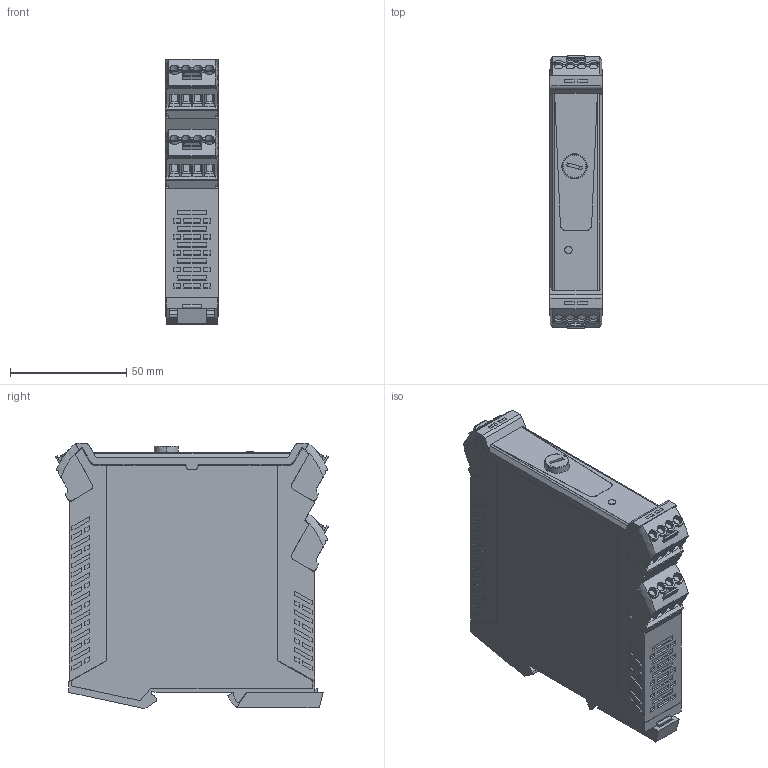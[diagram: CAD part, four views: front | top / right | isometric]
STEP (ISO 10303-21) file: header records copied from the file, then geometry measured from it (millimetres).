
FILE_DESCRIPTION(('CATIA V5R24 STEP','CAx-IF Rec.Pracs.--- Model Styling and Organization---1.2---2011-12-15'),'2;1');
FILE_NAME ('10645923_3_2500980000_S3D_SCS_24VDC_P1SIL3DS_I.stp','2018-02-06T13:48:14+00:00',('none'),('Weidmueller'),'CATIA Version 5-6 Release 2014 SP4','CATIA V5 STEP AP214','none');
FILE_SCHEMA(('AUTOMOTIVE_DESIGN { 1 0 10303 214 1 1 1 1 }'));
Length unit declared in the file: millimetre
Products named in the file (1): 2500980000
Bounding box: 22.5 x 117.21 x 114.02 mm (x, y, z)
Volume: 239900.5 mm3; surface area: 54055.2 mm2
Topology: 6 solids, 7 shells, 1475 faces, 4182 edges, 2857 vertices
Faces by surface type: plane 1253, cylinder 190, extrusion 18, revolution 12, torus 2
Entity records: 45790 total; most frequent: CARTESIAN_POINT 9696, ORIENTED_EDGE 8364, DIRECTION 5097, EDGE_CURVE 4182, VECTOR 3320, LINE 3302, VERTEX_POINT 2857, EDGE_LOOP 1619
